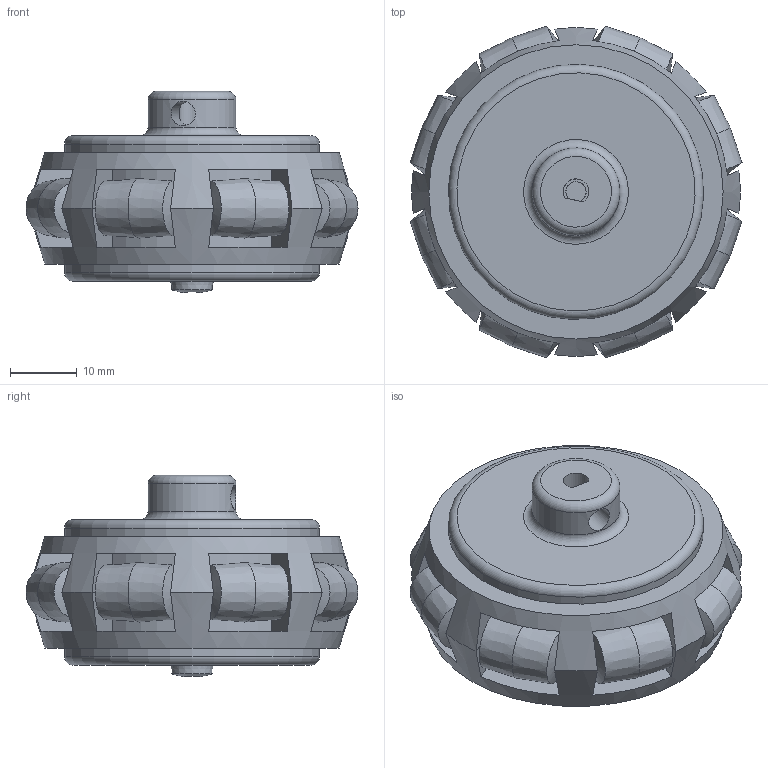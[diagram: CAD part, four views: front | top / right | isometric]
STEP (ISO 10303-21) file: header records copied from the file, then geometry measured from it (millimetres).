
FILE_DESCRIPTION(/* description */ (''),/* implementation_level */ '2;1');
FILE_NAME(/* name */ 'Kornylak Wheel with Hub.iam.stp',/* time_stamp */ '2014-02-16T10:53:10-05:00',/* author */ ('Spooner'),/* organization */ (''),/* preprocessor_version */ 'ST-DEVELOPER v15.2',/* originating_system */ 'Autodesk Inventor 2014',/* authorisation */ '');
FILE_SCHEMA (('AUTOMOTIVE_DESIGN { 1 0 10303 214 3 1 1 }'));
Length unit declared in the file: inch
Products named in the file (8): Kornylak- Half Wheel; Kornylak- Roller; Kornylak Wheel; Kornylak Wheel Hub - Motor Side; Kornylak Wheel Hub - Out Side; JIS B 1111 - M3x20(1); JIS B 1181 - B M3; Kornylak Wheel with Hub
Bounding box: 49.57 x 49.57 x 30.06 mm (x, y, z)
Volume: 29458.4 mm3; surface area: 22882 mm2
Topology: 14 solids, 14 shells, 355 faces, 873 edges, 557 vertices
Faces by surface type: plane 207, cylinder 93, cone 49, torus 5, bspline 1
Full cylindrical faces by diameter (mm): 1.27 x16, 2.459 x1, 2.5 x1, 3 x1, 3.035 x3, 3.15 x2, 3.683 x1, 9.474 x2, 9.779 x2, 13.106 x1, 19.304 x2, 27.051 x2, 38.1 x2
Entity records: 6346 total; most frequent: CARTESIAN_POINT 1267, DIRECTION 1053, ORIENTED_EDGE 966, EDGE_CURVE 483, AXIS2_PLACEMENT_3D 389, VERTEX_POINT 329, LINE 275, VECTOR 275
